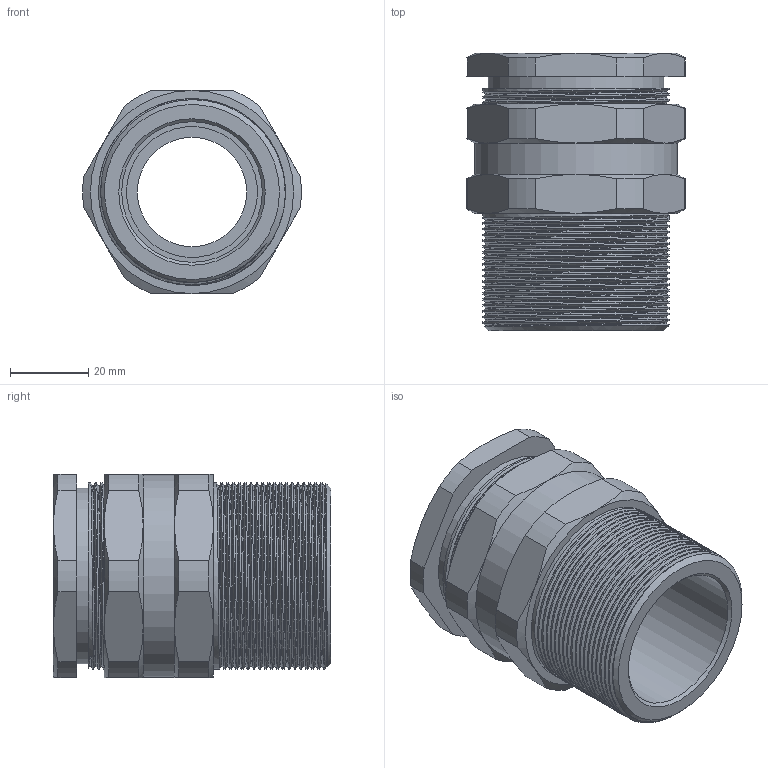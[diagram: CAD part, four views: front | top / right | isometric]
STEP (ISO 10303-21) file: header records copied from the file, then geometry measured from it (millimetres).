
FILE_DESCRIPTION (( 'STEP AP214' ), '1' );
FILE_NAME ('700A5148.STEP', '2019-12-05T07:52:48', ( '' ), ( '' ), 'SwSTEP 2.0', 'SolidWorks 2017', '' );
FILE_SCHEMA (( 'AUTOMOTIVE_DESIGN' ));
Length unit declared in the file: millimetre
Products named in the file (5): 774A116161; skive 50799037; 50791009 skottgjennomføring; pakning 50020007; 700A5148
Assembly tree (5 placements, depth 2):
  700A5148
    50791009 skottgjennomføring
    skive 50799037  x2
    pakning 50020007
    774A116161
Bounding box: 55.94 x 71 x 52 mm (x, y, z)
Volume: 72326.8 mm3; surface area: 39570.3 mm2
Topology: 5 solids, 5 shells, 142 faces, 351 edges, 223 vertices
Faces by surface type: cylinder 60, cone 37, plane 35, bspline 9, torus 1
Full cylindrical faces by diameter (mm): 28 x1, 33.5 x2, 36 x2, 44 x3, 45 x12, 47.8 x18, 52 x1
Entity records: 10937 total; most frequent: CARTESIAN_POINT 8516, ORIENTED_EDGE 458, DIRECTION 449, EDGE_CURVE 229, AXIS2_PLACEMENT_3D 199, VERTEX_POINT 150, EDGE_LOOP 135, FACE_OUTER_BOUND 118
